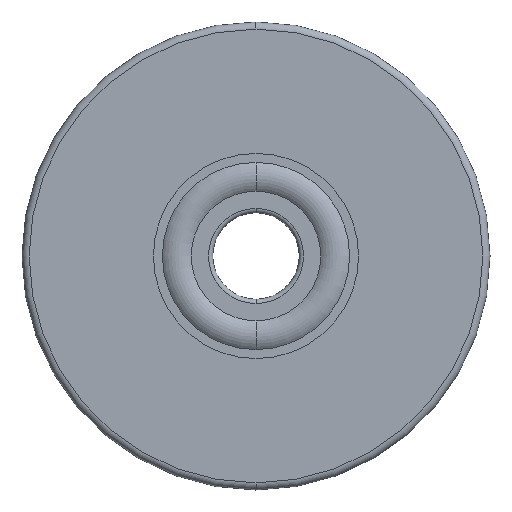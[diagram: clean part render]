
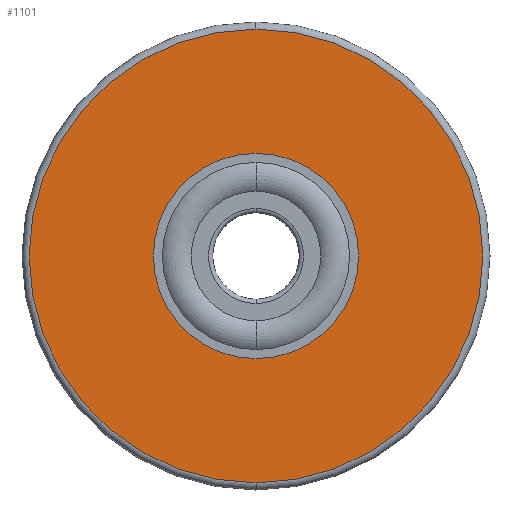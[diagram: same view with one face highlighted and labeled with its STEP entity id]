
A CAD part, left-side view. The second image highlights one B-rep face of the part: STEP entity #1101.
In plain terms, the highlighted planar face has unit normal (-1, 0, 0).
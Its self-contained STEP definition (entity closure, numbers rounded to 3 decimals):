
#7 = CARTESIAN_POINT ( 'NONE',  ( 0., 0., -14.25 ) ) ;
#213 = DIRECTION ( 'NONE',  ( -1., 0., 0. ) ) ;
#231 = ORIENTED_EDGE ( 'NONE', *, *, #1258, .F. ) ;
#243 = CARTESIAN_POINT ( 'NONE',  ( 0., 0., 14.25 ) ) ;
#257 = FACE_OUTER_BOUND ( 'NONE', #1037, .T. ) ;
#291 = CARTESIAN_POINT ( 'NONE',  ( 0., 0., 0. ) ) ;
#429 = VERTEX_POINT ( 'NONE', #1193 ) ;
#456 = AXIS2_PLACEMENT_3D ( 'NONE', #291, #586, #888 ) ;
#500 = DIRECTION ( 'NONE',  ( -1., 0., 0. ) ) ;
#523 = CARTESIAN_POINT ( 'NONE',  ( 0., 0., -31.5 ) ) ;
#532 = ORIENTED_EDGE ( 'NONE', *, *, #988, .T. ) ;
#586 = DIRECTION ( 'NONE',  ( -1., 0., 0. ) ) ;
#665 = AXIS2_PLACEMENT_3D ( 'NONE', #693, #785, #1194 ) ;
#681 = CIRCLE ( 'NONE', #1302, 14.25 ) ;
#693 = CARTESIAN_POINT ( 'NONE',  ( 0., 14.25, 0. ) ) ;
#722 = VERTEX_POINT ( 'NONE', #523 ) ;
#774 = AXIS2_PLACEMENT_3D ( 'NONE', #997, #500, #791 ) ;
#785 = DIRECTION ( 'NONE',  ( 1., 0., 0. ) ) ;
#791 = DIRECTION ( 'NONE',  ( 0., 0., 1. ) ) ;
#807 = VERTEX_POINT ( 'NONE', #243 ) ;
#808 = ORIENTED_EDGE ( 'NONE', *, *, #1020, .F. ) ;
#813 = CARTESIAN_POINT ( 'NONE',  ( 0., 0., 0. ) ) ;
#821 = CARTESIAN_POINT ( 'NONE',  ( 0., 0., 0. ) ) ;
#885 = CIRCLE ( 'NONE', #947, 31.5 ) ;
#888 = DIRECTION ( 'NONE',  ( 0., 0., -1. ) ) ;
#935 = EDGE_LOOP ( 'NONE', ( #808, #231 ) ) ;
#947 = AXIS2_PLACEMENT_3D ( 'NONE', #813, #213, #1299 ) ;
#988 = EDGE_CURVE ( 'NONE', #722, #429, #1287, .T. ) ;
#997 = CARTESIAN_POINT ( 'NONE',  ( 0., 0., 0. ) ) ;
#1020 = EDGE_CURVE ( 'NONE', #807, #1252, #1087, .T. ) ;
#1037 = EDGE_LOOP ( 'NONE', ( #532, #1093 ) ) ;
#1040 = DIRECTION ( 'NONE',  ( 0., 0., 1. ) ) ;
#1087 = CIRCLE ( 'NONE', #774, 14.25 ) ;
#1093 = ORIENTED_EDGE ( 'NONE', *, *, #1225, .T. ) ;
#1101 = ADVANCED_FACE ( 'NONE', ( #257, #1233 ), #1198, .F. ) ;
#1193 = CARTESIAN_POINT ( 'NONE',  ( 0., 0., 31.5 ) ) ;
#1194 = DIRECTION ( 'NONE',  ( 0., 0., -1. ) ) ;
#1198 = PLANE ( 'NONE',  #665 ) ;
#1225 = EDGE_CURVE ( 'NONE', #429, #722, #885, .T. ) ;
#1230 = DIRECTION ( 'NONE',  ( -1., 0., 0. ) ) ;
#1233 = FACE_BOUND ( 'NONE', #935, .T. ) ;
#1252 = VERTEX_POINT ( 'NONE', #7 ) ;
#1258 = EDGE_CURVE ( 'NONE', #1252, #807, #681, .T. ) ;
#1287 = CIRCLE ( 'NONE', #456, 31.5 ) ;
#1299 = DIRECTION ( 'NONE',  ( 0., 0., -1. ) ) ;
#1302 = AXIS2_PLACEMENT_3D ( 'NONE', #821, #1230, #1040 ) ;
